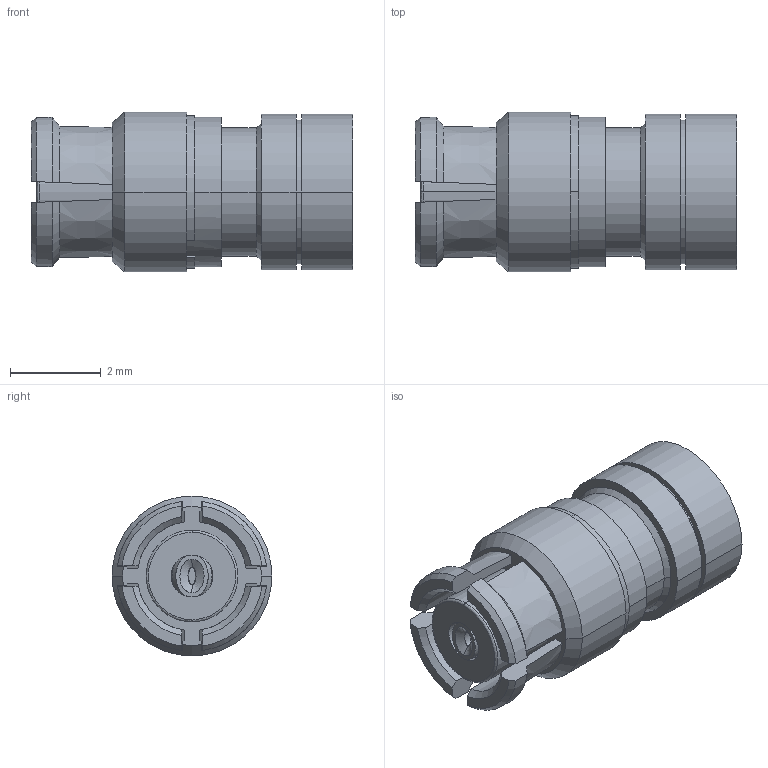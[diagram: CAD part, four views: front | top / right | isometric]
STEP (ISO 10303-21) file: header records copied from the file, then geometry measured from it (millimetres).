
FILE_DESCRIPTION (( 'STEP AP214' ), '1' );
FILE_NAME ('FMCN5348_3D.step', '2025-07-08T16:18:23', ( '' ), ( '' ), 'SwSTEP 2.0', 'SolidWorks 2022', '' );
FILE_SCHEMA (( 'AUTOMOTIVE_DESIGN' ));
Length unit declared in the file: inch
Products named in the file (1): FMCN5348_3D
Bounding box: 7.11 x 3.53 x 3.53 mm (x, y, z)
Volume: 45 mm3; surface area: 142.6 mm2
Topology: 1 solids, 1 shells, 93 faces, 248 edges, 172 vertices
Faces by surface type: cylinder 31, plane 28, cone 22, bspline 12
Entity records: 3476 total; most frequent: CARTESIAN_POINT 1302, ORIENTED_EDGE 496, DIRECTION 394, EDGE_CURVE 248, VERTEX_POINT 172, AXIS2_PLACEMENT_3D 168, EDGE_LOOP 108, FACE_OUTER_BOUND 93
